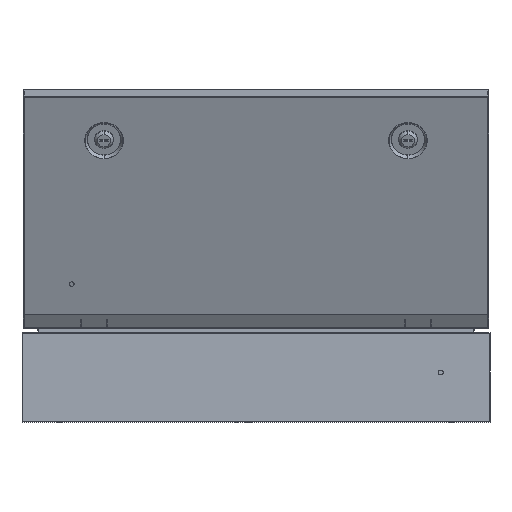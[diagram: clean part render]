
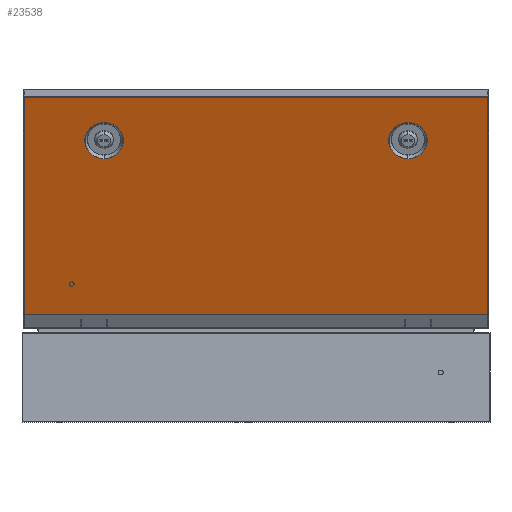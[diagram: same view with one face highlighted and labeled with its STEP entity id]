
A CAD part, left-side view. The second image highlights one B-rep face of the part: STEP entity #23538.
In plain terms, the highlighted face is planar.
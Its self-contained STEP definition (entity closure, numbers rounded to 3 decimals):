
#421 = ORIENTED_EDGE ( 'NONE', *, *, #6460, .T. ) ;
#527 = CARTESIAN_POINT ( 'NONE',  ( -95.5, 188., 0. ) ) ;
#653 = CARTESIAN_POINT ( 'NONE',  ( -153.5, 288., 0. ) ) ;
#752 = CARTESIAN_POINT ( 'NONE',  ( -118.75, -188., 0. ) ) ;
#846 = ORIENTED_EDGE ( 'NONE', *, *, #26375, .T. ) ;
#1098 = DIRECTION ( 'NONE',  ( 0., 1., 0. ) ) ;
#1523 = VERTEX_POINT ( 'NONE', #22217 ) ;
#1630 = CIRCLE ( 'NONE', #2015, 23.25 ) ;
#1749 = VECTOR ( 'NONE', #1098, 1000. ) ;
#2015 = AXIS2_PLACEMENT_3D ( 'NONE', #21631, #30222, #27169 ) ;
#2452 = DIRECTION ( 'NONE',  ( 1., 0., 0. ) ) ;
#2926 = CARTESIAN_POINT ( 'NONE',  ( -153.5, -288., 0. ) ) ;
#3956 = CARTESIAN_POINT ( 'NONE',  ( -72.25, -188., 0. ) ) ;
#4020 = ORIENTED_EDGE ( 'NONE', *, *, #21764, .T. ) ;
#4635 = EDGE_CURVE ( 'NONE', #15366, #8587, #22156, .T. ) ;
#6115 = EDGE_CURVE ( 'NONE', #8587, #15366, #22621, .T. ) ;
#6380 = LINE ( 'NONE', #29515, #14620 ) ;
#6460 = EDGE_CURVE ( 'NONE', #20806, #1523, #15626, .T. ) ;
#8058 = CARTESIAN_POINT ( 'NONE',  ( -72.25, 188., 0. ) ) ;
#8164 = DIRECTION ( 'NONE',  ( 0., 0., 1. ) ) ;
#8587 = VERTEX_POINT ( 'NONE', #3956 ) ;
#9345 = EDGE_CURVE ( 'NONE', #1523, #20881, #6380, .T. ) ;
#9513 = AXIS2_PLACEMENT_3D ( 'NONE', #9659, #8164, #17739 ) ;
#9596 = DIRECTION ( 'NONE',  ( 0., 0., 1. ) ) ;
#9659 = CARTESIAN_POINT ( 'NONE',  ( -95.5, -188., 0. ) ) ;
#9904 = CARTESIAN_POINT ( 'NONE',  ( 133.5, -288., 0. ) ) ;
#10166 = DIRECTION ( 'NONE',  ( 0., -1., 0. ) ) ;
#10421 = EDGE_CURVE ( 'NONE', #19803, #17526, #1630, .T. ) ;
#10520 = ORIENTED_EDGE ( 'NONE', *, *, #29085, .T. ) ;
#10904 = LINE ( 'NONE', #28528, #26482 ) ;
#11448 = ORIENTED_EDGE ( 'NONE', *, *, #10421, .T. ) ;
#13916 = DIRECTION ( 'NONE',  ( -1., 0., 0. ) ) ;
#14620 = VECTOR ( 'NONE', #13916, 1000. ) ;
#14629 = DIRECTION ( 'NONE',  ( 1., 0., 0. ) ) ;
#15176 = LINE ( 'NONE', #653, #21586 ) ;
#15366 = VERTEX_POINT ( 'NONE', #752 ) ;
#15626 = LINE ( 'NONE', #17671, #1749 ) ;
#15953 = ORIENTED_EDGE ( 'NONE', *, *, #4635, .F. ) ;
#16122 = FACE_OUTER_BOUND ( 'NONE', #17938, .T. ) ;
#16331 = AXIS2_PLACEMENT_3D ( 'NONE', #26192, #9596, #14629 ) ;
#16572 = EDGE_LOOP ( 'NONE', ( #11448, #846 ) ) ;
#16999 = CARTESIAN_POINT ( 'NONE',  ( -95.5, -188., 0. ) ) ;
#17171 = FACE_BOUND ( 'NONE', #16572, .T. ) ;
#17344 = CARTESIAN_POINT ( 'NONE',  ( -118.75, 188., 0. ) ) ;
#17525 = DIRECTION ( 'NONE',  ( 0., 0., 1. ) ) ;
#17526 = VERTEX_POINT ( 'NONE', #17344 ) ;
#17671 = CARTESIAN_POINT ( 'NONE',  ( 133.5, 0., 0. ) ) ;
#17739 = DIRECTION ( 'NONE',  ( -1., 0., 0. ) ) ;
#17938 = EDGE_LOOP ( 'NONE', ( #4020, #421, #23483, #10520 ) ) ;
#19150 = PLANE ( 'NONE',  #16331 ) ;
#19803 = VERTEX_POINT ( 'NONE', #8058 ) ;
#20806 = VERTEX_POINT ( 'NONE', #9904 ) ;
#20881 = VERTEX_POINT ( 'NONE', #26019 ) ;
#21129 = EDGE_LOOP ( 'NONE', ( #30555, #15953 ) ) ;
#21534 = DIRECTION ( 'NONE',  ( -1., 0., 0. ) ) ;
#21547 = DIRECTION ( 'NONE',  ( -1., 0., 0. ) ) ;
#21586 = VECTOR ( 'NONE', #10166, 1000. ) ;
#21631 = CARTESIAN_POINT ( 'NONE',  ( -95.5, 188., 0. ) ) ;
#21764 = EDGE_CURVE ( 'NONE', #23973, #20806, #10904, .T. ) ;
#22156 = CIRCLE ( 'NONE', #30082, 23.25 ) ;
#22209 = AXIS2_PLACEMENT_3D ( 'NONE', #527, #29090, #21534 ) ;
#22217 = CARTESIAN_POINT ( 'NONE',  ( 133.5, 288., 0. ) ) ;
#22621 = CIRCLE ( 'NONE', #9513, 23.25 ) ;
#23483 = ORIENTED_EDGE ( 'NONE', *, *, #9345, .T. ) ;
#23538 = ADVANCED_FACE ( 'NONE', ( #27711, #17171, #16122 ), #19150, .T. ) ;
#23973 = VERTEX_POINT ( 'NONE', #2926 ) ;
#26019 = CARTESIAN_POINT ( 'NONE',  ( -153.5, 288., 0. ) ) ;
#26192 = CARTESIAN_POINT ( 'NONE',  ( 0., 0., 0. ) ) ;
#26375 = EDGE_CURVE ( 'NONE', #17526, #19803, #27805, .T. ) ;
#26482 = VECTOR ( 'NONE', #2452, 1000. ) ;
#27169 = DIRECTION ( 'NONE',  ( -1., 0., 0. ) ) ;
#27711 = FACE_BOUND ( 'NONE', #21129, .T. ) ;
#27805 = CIRCLE ( 'NONE', #22209, 23.25 ) ;
#28528 = CARTESIAN_POINT ( 'NONE',  ( -153.5, -288., 0. ) ) ;
#29085 = EDGE_CURVE ( 'NONE', #20881, #23973, #15176, .T. ) ;
#29090 = DIRECTION ( 'NONE',  ( 0., 0., -1. ) ) ;
#29515 = CARTESIAN_POINT ( 'NONE',  ( -153.5, 288., 0. ) ) ;
#30082 = AXIS2_PLACEMENT_3D ( 'NONE', #16999, #17525, #21547 ) ;
#30222 = DIRECTION ( 'NONE',  ( 0., 0., -1. ) ) ;
#30555 = ORIENTED_EDGE ( 'NONE', *, *, #6115, .F. ) ;
